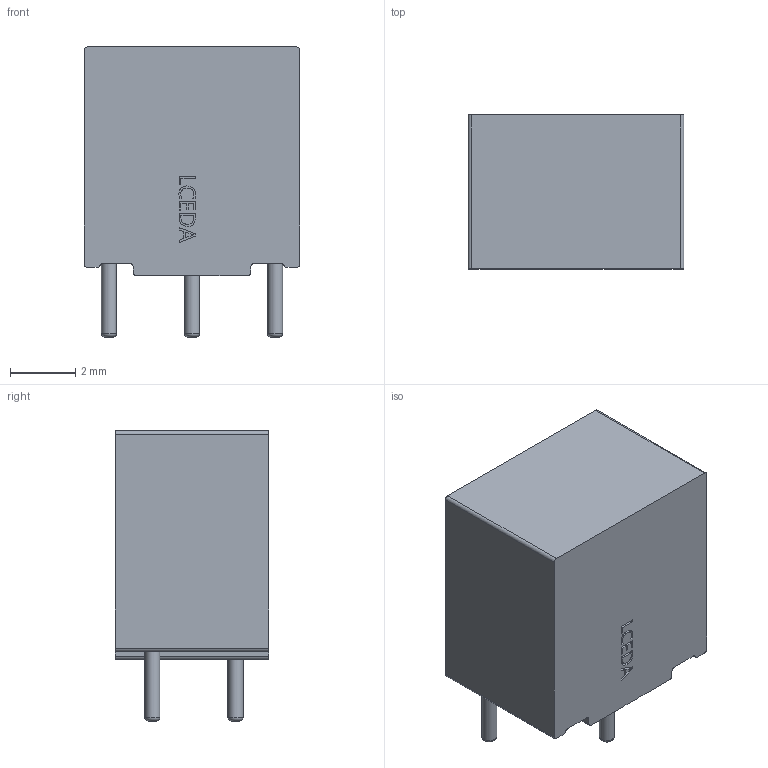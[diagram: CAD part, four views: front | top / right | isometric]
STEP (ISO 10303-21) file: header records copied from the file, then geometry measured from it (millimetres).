
FILE_DESCRIPTION(/* description */ (''),/* implementation_level */ '2;1');
FILE_NAME(/* name */ 'POT L.step',/* time_stamp */ '2022-06-17T01:13:15-05:00',/* author */ (''),/* organization */ (''),/* preprocessor_version */ 'ST-DEVELOPER v19',/* originating_system */ 'Autodesk Translation Framework v11.7.0.108',/* authorisation */ '');
FILE_SCHEMA (('AUTOMOTIVE_DESIGN { 1 0 10303 214 3 1 1 }'));
Length unit declared in the file: millimetre
Products named in the file (4): C81267; R1; RES-ADJ-TH_3362S; =>[0:1:1:5]
Assembly tree (3 placements, depth 4):
  C81267
    R1
      RES-ADJ-TH_3362S
        =>[0:1:1:5]
Bounding box: 6.6 x 4.7 x 8.87 mm (x, y, z)
Volume: 212 mm3; surface area: 234.2 mm2
Topology: 4 solids, 4 shells, 273 faces, 734 edges, 484 vertices
Faces by surface type: plane 172, bspline 68, cylinder 30, torus 3
Full cylindrical faces by diameter (mm): 0.46 x3
Entity records: 12226 total; most frequent: CARTESIAN_POINT 5662, ORIENTED_EDGE 1468, DIRECTION 1103, EDGE_CURVE 734, LINE 517, VECTOR 517, VERTEX_POINT 484, AXIS2_PLACEMENT_3D 293
